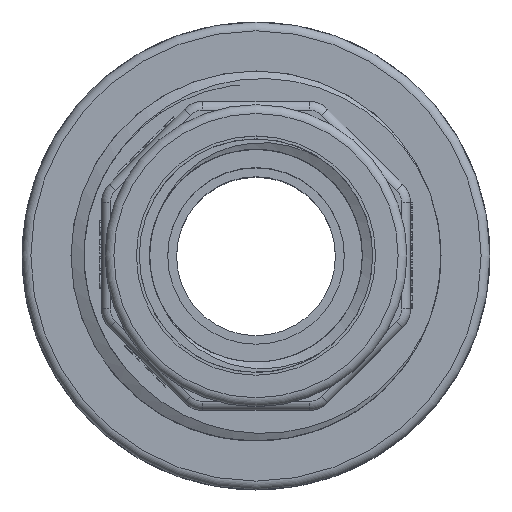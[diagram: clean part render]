
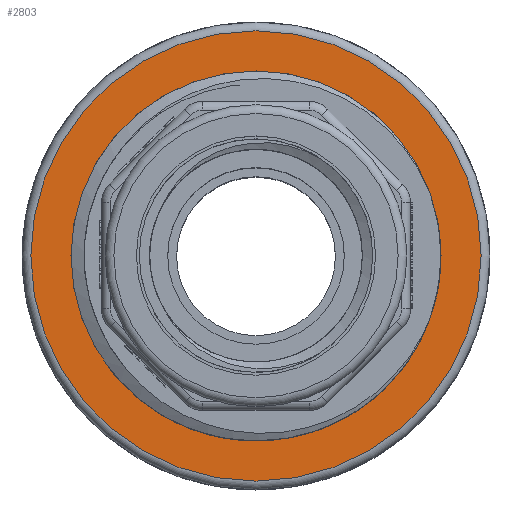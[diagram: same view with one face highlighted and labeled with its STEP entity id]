
A CAD part, top view. The second image highlights one B-rep face of the part: STEP entity #2803.
In plain terms, the highlighted planar face has unit normal (0, 0, 1).
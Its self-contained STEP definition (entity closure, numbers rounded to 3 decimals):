
#2136=FACE_BOUND('',#5046,.T.);
#2137=FACE_BOUND('',#5047,.T.);
#2803=ADVANCED_FACE('',(#2136,#2137),#3361,.T.);
#3361=PLANE('',#16487);
#5046=EDGE_LOOP('',(#9069));
#5047=EDGE_LOOP('',(#9070));
#5617=CIRCLE('',#16484,20.955);
#5618=CIRCLE('',#16486,25.5);
#9069=ORIENTED_EDGE('',*,*,#13526,.T.);
#9070=ORIENTED_EDGE('',*,*,#13525,.T.);
#11454=VERTEX_POINT('',#35081);
#11455=VERTEX_POINT('',#35628);
#13525=EDGE_CURVE('',#11454,#11454,#5617,.T.);
#13526=EDGE_CURVE('',#11455,#11455,#5618,.T.);
#16484=AXIS2_PLACEMENT_3D('',#35080,#18811,#18812);
#16486=AXIS2_PLACEMENT_3D('',#35627,#18815,#18816);
#16487=AXIS2_PLACEMENT_3D('',#35629,#18817,#18818);
#18811=DIRECTION('',(0.,0.,-1.));
#18812=DIRECTION('',(1.,0.,0.));
#18815=DIRECTION('',(0.,0.,1.));
#18816=DIRECTION('',(1.,0.,0.));
#18817=DIRECTION('',(0.,0.,1.));
#18818=DIRECTION('',(1.,0.,0.));
#35080=CARTESIAN_POINT('',(64.,76.,20.95));
#35081=CARTESIAN_POINT('',(84.955,76.,20.95));
#35627=CARTESIAN_POINT('',(64.,76.,20.95));
#35628=CARTESIAN_POINT('',(89.5,76.,20.95));
#35629=CARTESIAN_POINT('',(64.,76.,20.95));
